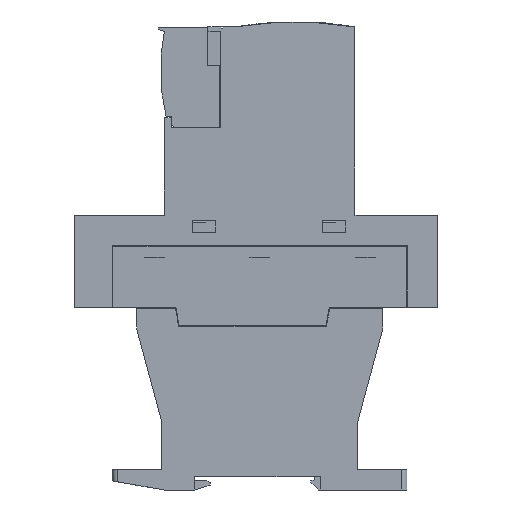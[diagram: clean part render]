
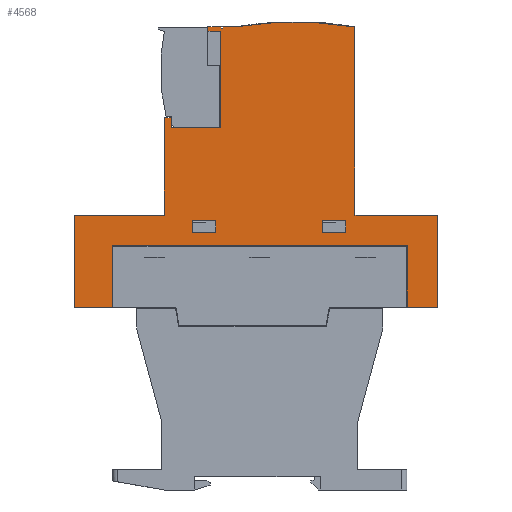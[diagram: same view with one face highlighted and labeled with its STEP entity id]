
A CAD part, left-side view. The second image highlights one B-rep face of the part: STEP entity #4568.
In plain terms, the highlighted planar face has unit normal (-1, 0, 0).
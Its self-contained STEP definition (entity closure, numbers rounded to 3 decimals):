
#4568=ADVANCED_FACE('',(#9633,#9634,#9635),#9636,.F.);
#9633=FACE_OUTER_BOUND('',#15244,.T.);
#9634=FACE_BOUND('',#15245,.T.);
#9635=FACE_BOUND('',#15246,.T.);
#9636=PLANE('',#15247);
#15244=EDGE_LOOP('',(#29248,#29249,#29250,#29251,#29252,#29253,#29254,#29255,#29256,#29257,#29258,#29259,#29260,#29261,#29262,#29263,#29264,#29265,#29266,#29267,#29268,#29269,#29270));
#15245=EDGE_LOOP('',(#29271,#29272,#29273,#29274));
#15246=EDGE_LOOP('',(#29275,#29276,#29277,#29278));
#15247=AXIS2_PLACEMENT_3D('',#29279,#29280,#29281);
#29248=ORIENTED_EDGE('',*,*,#39456,.T.);
#29249=ORIENTED_EDGE('',*,*,#39459,.T.);
#29250=ORIENTED_EDGE('',*,*,#39238,.F.);
#29251=ORIENTED_EDGE('',*,*,#39501,.F.);
#29252=ORIENTED_EDGE('',*,*,#39502,.T.);
#29253=ORIENTED_EDGE('',*,*,#38435,.F.);
#29254=ORIENTED_EDGE('',*,*,#38461,.T.);
#29255=ORIENTED_EDGE('',*,*,#34733,.T.);
#29256=ORIENTED_EDGE('',*,*,#38454,.T.);
#29257=ORIENTED_EDGE('',*,*,#38339,.F.);
#29258=ORIENTED_EDGE('',*,*,#39503,.F.);
#29259=ORIENTED_EDGE('',*,*,#39504,.F.);
#29260=ORIENTED_EDGE('',*,*,#39505,.T.);
#29261=ORIENTED_EDGE('',*,*,#38205,.T.);
#29262=ORIENTED_EDGE('',*,*,#39506,.F.);
#29263=ORIENTED_EDGE('',*,*,#39507,.T.);
#29264=ORIENTED_EDGE('',*,*,#39498,.F.);
#29265=ORIENTED_EDGE('',*,*,#39494,.F.);
#29266=ORIENTED_EDGE('',*,*,#39496,.F.);
#29267=ORIENTED_EDGE('',*,*,#36093,.F.);
#29268=ORIENTED_EDGE('',*,*,#39490,.T.);
#29269=ORIENTED_EDGE('',*,*,#39487,.T.);
#29270=ORIENTED_EDGE('',*,*,#39464,.T.);
#29271=ORIENTED_EDGE('',*,*,#39054,.T.);
#29272=ORIENTED_EDGE('',*,*,#39060,.T.);
#29273=ORIENTED_EDGE('',*,*,#39075,.T.);
#29274=ORIENTED_EDGE('',*,*,#34843,.T.);
#29275=ORIENTED_EDGE('',*,*,#34671,.T.);
#29276=ORIENTED_EDGE('',*,*,#34657,.T.);
#29277=ORIENTED_EDGE('',*,*,#39067,.T.);
#29278=ORIENTED_EDGE('',*,*,#34847,.T.);
#29279=CARTESIAN_POINT('',(0.15,58.6,73.75));
#29280=DIRECTION('',(1.0,0.0,0.0));
#29281=DIRECTION('',(0.0,1.0,0.0));
#34657=EDGE_CURVE('',#41785,#41783,#41786,.T.);
#34671=EDGE_CURVE('',#41807,#41785,#41808,.T.);
#34733=EDGE_CURVE('',#41918,#41916,#41919,.T.);
#34843=EDGE_CURVE('',#42125,#42123,#42126,.T.);
#34847=EDGE_CURVE('',#42130,#41807,#42131,.T.);
#36093=EDGE_CURVE('',#43994,#43996,#43997,.T.);
#38205=EDGE_CURVE('',#47141,#47139,#47142,.T.);
#38339=EDGE_CURVE('',#47362,#47364,#47365,.T.);
#38435=EDGE_CURVE('',#47507,#47509,#47510,.T.);
#38454=EDGE_CURVE('',#41916,#47364,#47537,.T.);
#38461=EDGE_CURVE('',#47507,#41918,#47544,.T.);
#39054=EDGE_CURVE('',#42123,#48404,#48406,.T.);
#39060=EDGE_CURVE('',#48404,#48412,#48414,.T.);
#39067=EDGE_CURVE('',#41783,#42130,#48423,.T.);
#39075=EDGE_CURVE('',#48412,#42125,#48433,.T.);
#39238=EDGE_CURVE('',#48656,#48658,#48659,.T.);
#39456=EDGE_CURVE('',#48961,#48959,#48962,.T.);
#39459=EDGE_CURVE('',#48959,#48658,#48965,.T.);
#39464=EDGE_CURVE('',#48972,#48961,#48973,.T.);
#39487=EDGE_CURVE('',#49004,#48972,#49005,.T.);
#39490=EDGE_CURVE('',#43994,#49004,#49008,.T.);
#39494=EDGE_CURVE('',#49012,#49010,#49014,.T.);
#39496=EDGE_CURVE('',#43996,#49012,#49016,.T.);
#39498=EDGE_CURVE('',#49010,#49018,#49019,.T.);
#39501=EDGE_CURVE('',#49022,#48656,#49023,.T.);
#39502=EDGE_CURVE('',#49022,#47509,#49024,.T.);
#39503=EDGE_CURVE('',#49025,#47362,#49026,.T.);
#39504=EDGE_CURVE('',#49027,#49025,#49028,.T.);
#39505=EDGE_CURVE('',#49027,#47141,#49029,.T.);
#39506=EDGE_CURVE('',#49030,#47139,#49031,.T.);
#39507=EDGE_CURVE('',#49030,#49018,#49032,.T.);
#41783=VERTEX_POINT('',#52445);
#41785=VERTEX_POINT('',#52448);
#41786=LINE('',#52449,#52450);
#41807=VERTEX_POINT('',#52481);
#41808=LINE('',#52482,#52483);
#41916=VERTEX_POINT('',#52643);
#41918=VERTEX_POINT('',#52646);
#41919=LINE('',#52647,#52648);
#42123=VERTEX_POINT('',#52956);
#42125=VERTEX_POINT('',#52959);
#42126=LINE('',#52960,#52961);
#42130=VERTEX_POINT('',#52967);
#42131=LINE('',#52968,#52969);
#43994=VERTEX_POINT('',#55630);
#43996=VERTEX_POINT('',#55633);
#43997=LINE('',#55634,#55635);
#47139=VERTEX_POINT('',#59882);
#47141=VERTEX_POINT('',#59885);
#47142=CIRCLE('',#59886,120.0);
#47362=VERTEX_POINT('',#60189);
#47364=VERTEX_POINT('',#60192);
#47365=LINE('',#60193,#60194);
#47507=VERTEX_POINT('',#60407);
#47509=VERTEX_POINT('',#60410);
#47510=LINE('',#60411,#60412);
#47537=LINE('',#60451,#60452);
#47544=LINE('',#60461,#60462);
#48404=VERTEX_POINT('',#61666);
#48406=LINE('',#61669,#61670);
#48412=VERTEX_POINT('',#61678);
#48414=LINE('',#61681,#61682);
#48423=LINE('',#61695,#61696);
#48433=LINE('',#61711,#61712);
#48656=VERTEX_POINT('',#62046);
#48658=VERTEX_POINT('',#62049);
#48659=LINE('',#62050,#62051);
#48959=VERTEX_POINT('',#62505);
#48961=VERTEX_POINT('',#62508);
#48962=LINE('',#62509,#62510);
#48965=LINE('',#62514,#62515);
#48972=VERTEX_POINT('',#62525);
#48973=LINE('',#62526,#62527);
#49004=VERTEX_POINT('',#62574);
#49005=LINE('',#62575,#62576);
#49008=LINE('',#62580,#62581);
#49010=VERTEX_POINT('',#62583);
#49012=VERTEX_POINT('',#62586);
#49014=LINE('',#62589,#62590);
#49016=LINE('',#62592,#62593);
#49018=VERTEX_POINT('',#62595);
#49019=LINE('',#62596,#62597);
#49022=VERTEX_POINT('',#62601);
#49023=LINE('',#62602,#62603);
#49024=LINE('',#62604,#62605);
#49025=VERTEX_POINT('',#62606);
#49026=LINE('',#62607,#62608);
#49027=VERTEX_POINT('',#62609);
#49028=LINE('',#62610,#62611);
#49029=LINE('',#62612,#62613);
#49030=VERTEX_POINT('',#62614);
#49031=LINE('',#62615,#62616);
#49032=LINE('',#62617,#62618);
#52445=CARTESIAN_POINT('',(0.15,37.25,83.0));
#52448=CARTESIAN_POINT('',(0.15,29.65,83.0));
#52449=CARTESIAN_POINT('',(0.15,46.025,83.0));
#52450=VECTOR('',#67067,1.0);
#52481=CARTESIAN_POINT('',(0.15,29.65,86.8));
#52482=CARTESIAN_POINT('',(0.15,29.65,79.325));
#52483=VECTOR('',#67078,1.0);
#52643=CARTESIAN_POINT('',(0.15,9.9,78.8));
#52646=CARTESIAN_POINT('',(0.15,104.9,78.8));
#52647=CARTESIAN_POINT('',(0.15,58.0,78.8));
#52648=VECTOR('',#67132,1.0);
#52956=CARTESIAN_POINT('',(0.15,71.55,86.8));
#52959=CARTESIAN_POINT('',(0.15,79.15,86.8));
#52960=CARTESIAN_POINT('',(0.15,66.975,86.8));
#52961=VECTOR('',#67238,1.0);
#52967=CARTESIAN_POINT('',(0.15,37.25,86.8));
#52968=CARTESIAN_POINT('',(0.15,46.025,86.8));
#52969=VECTOR('',#67241,1.0);
#55630=CARTESIAN_POINT('',(0.15,74.1,147.8));
#55633=CARTESIAN_POINT('',(0.15,74.1,149.3));
#55634=CARTESIAN_POINT('',(0.15,74.1,113.75));
#55635=VECTOR('',#68425,1.0);
#59882=CARTESIAN_POINT('',(0.15,65.014,149.3));
#59885=CARTESIAN_POINT('',(0.15,26.7,149.221));
#59886=AXIS2_PLACEMENT_3D('',#71015,#71016,#71017);
#60189=CARTESIAN_POINT('',(0.15,0.0,58.9));
#60192=CARTESIAN_POINT('',(0.15,9.9,58.9));
#60193=CARTESIAN_POINT('',(0.15,58.6,58.9));
#60194=VECTOR('',#71180,1.0);
#60407=CARTESIAN_POINT('',(0.15,104.9,58.9));
#60410=CARTESIAN_POINT('',(0.15,117.2,58.9));
#60411=CARTESIAN_POINT('',(0.15,58.6,58.9));
#60412=VECTOR('',#71253,1.0);
#60451=CARTESIAN_POINT('',(0.15,9.9,71.275));
#60452=VECTOR('',#71266,1.0);
#60461=CARTESIAN_POINT('',(0.15,104.9,71.275));
#60462=VECTOR('',#71269,1.0);
#61666=CARTESIAN_POINT('',(0.15,71.55,83.0));
#61669=CARTESIAN_POINT('',(0.15,71.55,79.325));
#61670=VECTOR('',#71831,1.0);
#61678=CARTESIAN_POINT('',(0.15,79.15,83.0));
#61681=CARTESIAN_POINT('',(0.15,66.975,83.0));
#61682=VECTOR('',#71835,1.0);
#61695=CARTESIAN_POINT('',(0.15,37.25,79.325));
#61696=VECTOR('',#71840,1.0);
#61711=CARTESIAN_POINT('',(0.15,79.15,79.325));
#61712=VECTOR('',#71846,1.0);
#62046=CARTESIAN_POINT('',(0.15,88.1,88.6));
#62049=CARTESIAN_POINT('',(0.15,88.1,119.9));
#62050=CARTESIAN_POINT('',(0.15,88.1,78.8));
#62051=VECTOR('',#71959,1.0);
#62505=CARTESIAN_POINT('',(0.15,85.9,119.9));
#62508=CARTESIAN_POINT('',(0.15,85.9,116.8));
#62509=CARTESIAN_POINT('',(0.15,85.9,103.025));
#62510=VECTOR('',#72115,1.0);
#62514=CARTESIAN_POINT('',(0.15,88.1,119.9));
#62515=VECTOR('',#72117,1.0);
#62525=CARTESIAN_POINT('',(0.15,70.0,116.8));
#62526=CARTESIAN_POINT('',(0.15,68.275,116.8));
#62527=VECTOR('',#72121,1.0);
#62574=CARTESIAN_POINT('',(0.15,70.0,147.8));
#62575=CARTESIAN_POINT('',(0.15,70.0,103.025));
#62576=VECTOR('',#72138,1.0);
#62580=CARTESIAN_POINT('',(0.15,68.275,147.8));
#62581=VECTOR('',#72140,1.0);
#62583=CARTESIAN_POINT('',(0.15,69.8,148.7));
#62586=CARTESIAN_POINT('',(0.15,69.8,149.3));
#62589=CARTESIAN_POINT('',(0.15,69.8,149.3));
#62590=VECTOR('',#72143,1.0);
#62592=CARTESIAN_POINT('',(0.15,74.1,149.3));
#62593=VECTOR('',#72144,1.0);
#62595=CARTESIAN_POINT('',(0.15,69.3,148.7));
#62596=CARTESIAN_POINT('',(0.15,71.1,148.7));
#62597=VECTOR('',#72145,1.0);
#62601=CARTESIAN_POINT('',(0.15,117.2,88.6));
#62602=CARTESIAN_POINT('',(0.15,58.6,88.6));
#62603=VECTOR('',#72147,1.0);
#62604=CARTESIAN_POINT('',(0.15,117.2,73.75));
#62605=VECTOR('',#72148,1.0);
#62606=CARTESIAN_POINT('',(0.15,0.0,88.6));
#62607=CARTESIAN_POINT('',(0.15,0.0,73.75));
#62608=VECTOR('',#72149,1.0);
#62609=CARTESIAN_POINT('',(0.15,26.7,88.6));
#62610=CARTESIAN_POINT('',(0.15,58.6,88.6));
#62611=VECTOR('',#72150,1.0);
#62612=CARTESIAN_POINT('',(0.15,26.7,78.8));
#62613=VECTOR('',#72151,1.0);
#62614=CARTESIAN_POINT('',(0.15,69.3,149.3));
#62615=CARTESIAN_POINT('',(0.15,61.8,149.3));
#62616=VECTOR('',#72152,1.0);
#62617=CARTESIAN_POINT('',(0.15,69.3,114.05));
#62618=VECTOR('',#72153,1.0);
#67067=DIRECTION('',(0.0,1.0,0.0));
#67078=DIRECTION('',(0.0,0.0,-1.0));
#67132=DIRECTION('',(0.0,-1.0,0.0));
#67238=DIRECTION('',(0.0,-1.0,0.0));
#67241=DIRECTION('',(0.0,-1.0,0.0));
#68425=DIRECTION('',(0.0,0.0,1.0));
#71015=CARTESIAN_POINT('',(0.15,46.1,30.8));
#71016=DIRECTION('',(-1.0,0.0,0.0));
#71017=DIRECTION('',(0.0,-1.0,0.0));
#71180=DIRECTION('',(0.0,1.0,0.0));
#71253=DIRECTION('',(0.0,1.0,0.0));
#71266=DIRECTION('',(0.0,0.0,-1.0));
#71269=DIRECTION('',(0.0,0.0,1.0));
#71831=DIRECTION('',(0.0,0.0,-1.0));
#71835=DIRECTION('',(0.0,1.0,0.0));
#71840=DIRECTION('',(0.0,0.0,1.0));
#71846=DIRECTION('',(0.0,0.0,1.0));
#71959=DIRECTION('',(0.0,0.0,1.0));
#72115=DIRECTION('',(0.0,0.0,1.0));
#72117=DIRECTION('',(0.0,1.0,0.0));
#72121=DIRECTION('',(0.0,1.0,0.0));
#72138=DIRECTION('',(0.0,0.0,-1.0));
#72140=DIRECTION('',(0.0,-1.0,0.0));
#72143=DIRECTION('',(0.0,0.0,-1.0));
#72144=DIRECTION('',(0.0,-1.0,0.0));
#72145=DIRECTION('',(0.0,-1.0,0.0));
#72147=DIRECTION('',(0.0,-1.0,0.0));
#72148=DIRECTION('',(0.0,0.0,-1.0));
#72149=DIRECTION('',(0.0,0.0,-1.0));
#72150=DIRECTION('',(0.0,-1.0,0.0));
#72151=DIRECTION('',(0.0,0.0,1.0));
#72152=DIRECTION('',(0.0,-1.0,0.0));
#72153=DIRECTION('',(0.0,0.0,-1.0));
